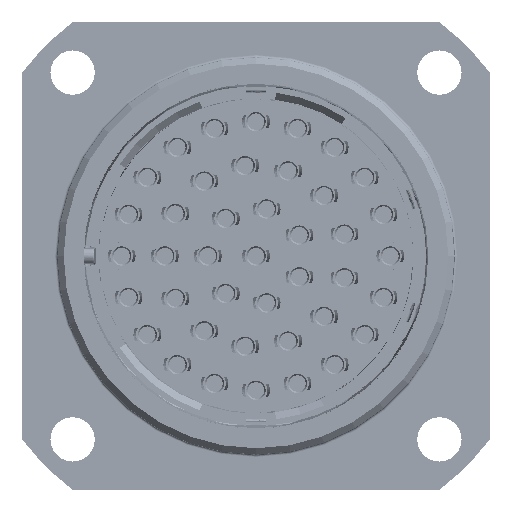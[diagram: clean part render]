
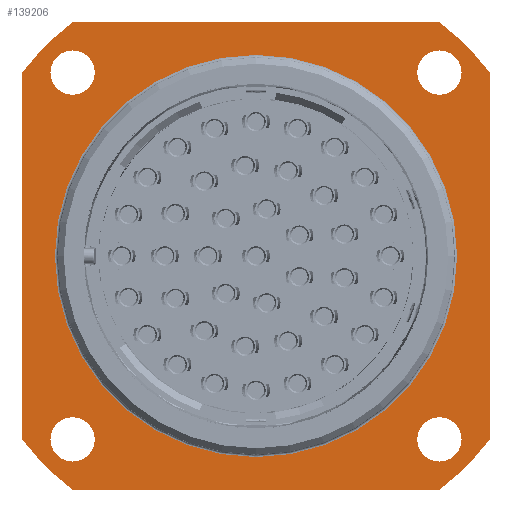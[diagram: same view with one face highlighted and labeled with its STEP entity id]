
A CAD part, left-side view. The second image highlights one B-rep face of the part: STEP entity #139206.
In plain terms, the highlighted planar face has unit normal (-1, 0, 0).
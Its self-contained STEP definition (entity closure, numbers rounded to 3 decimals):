
#39439=CARTESIAN_POINT('',(8.4,0.,0.));
#39440=DIRECTION('',(1.,0.,0.));
#39441=DIRECTION('',(0.,1.,0.));
#39442=AXIS2_PLACEMENT_3D('',#39439,#39440,#39441);
#39454=CARTESIAN_POINT('',(8.4,0.,0.));
#39455=DIRECTION('',(1.,0.,0.));
#39456=DIRECTION('',(0.,-1.,0.));
#39457=AXIS2_PLACEMENT_3D('',#39454,#39455,#39456);
#39459=DIRECTION('',(0.,0.,1.));
#39460=VECTOR('',#39459,28.983);
#39461=CARTESIAN_POINT('',(8.4,-18.5,-14.491));
#39462=LINE('5254',#39461,#39460);
#39463=CARTESIAN_POINT('',(8.4,0.,0.));
#39464=DIRECTION('',(-1.,0.,0.));
#39465=DIRECTION('',(0.,-0.617,-0.787));
#39466=AXIS2_PLACEMENT_3D('',#39463,#39464,#39465);
#39468=DIRECTION('',(0.,-1.,0.));
#39469=VECTOR('',#39468,28.983);
#39470=CARTESIAN_POINT('',(8.4,14.491,-18.5));
#39471=LINE('5256',#39470,#39469);
#39472=CARTESIAN_POINT('',(8.4,0.,0.));
#39473=DIRECTION('',(-1.,0.,0.));
#39474=DIRECTION('',(0.,0.787,-0.617));
#39475=AXIS2_PLACEMENT_3D('',#39472,#39473,#39474);
#39477=DIRECTION('',(0.,0.,-1.));
#39478=VECTOR('',#39477,28.983);
#39479=CARTESIAN_POINT('',(8.4,18.5,14.491));
#39480=LINE('5258',#39479,#39478);
#39481=CARTESIAN_POINT('',(8.4,0.,0.));
#39482=DIRECTION('',(-1.,0.,0.));
#39483=DIRECTION('',(0.,0.617,0.787));
#39484=AXIS2_PLACEMENT_3D('',#39481,#39482,#39483);
#39486=DIRECTION('',(0.,1.,0.));
#39487=VECTOR('',#39486,28.983);
#39488=CARTESIAN_POINT('',(8.4,-14.491,18.5));
#39489=LINE('5260',#39488,#39487);
#39490=CARTESIAN_POINT('',(8.4,0.,0.));
#39491=DIRECTION('',(-1.,0.,0.));
#39492=DIRECTION('',(0.,-0.787,0.617));
#39493=AXIS2_PLACEMENT_3D('',#39490,#39491,#39492);
#39495=CARTESIAN_POINT('',(8.4,14.5,14.5));
#39496=DIRECTION('',(-1.,0.,0.));
#39497=DIRECTION('',(0.,-1.,0.));
#39498=AXIS2_PLACEMENT_3D('',#39495,#39496,#39497);
#39500=CARTESIAN_POINT('',(8.4,14.5,14.5));
#39501=DIRECTION('',(-1.,0.,0.));
#39502=DIRECTION('',(0.,1.,0.));
#39503=AXIS2_PLACEMENT_3D('',#39500,#39501,#39502);
#39505=CARTESIAN_POINT('',(8.4,14.5,-14.5));
#39506=DIRECTION('',(-1.,0.,0.));
#39507=DIRECTION('',(0.,-1.,0.));
#39508=AXIS2_PLACEMENT_3D('',#39505,#39506,#39507);
#39510=CARTESIAN_POINT('',(8.4,14.5,-14.5));
#39511=DIRECTION('',(-1.,0.,0.));
#39512=DIRECTION('',(0.,1.,0.));
#39513=AXIS2_PLACEMENT_3D('',#39510,#39511,#39512);
#39515=CARTESIAN_POINT('',(8.4,-14.5,-14.5));
#39516=DIRECTION('',(-1.,0.,0.));
#39517=DIRECTION('',(0.,-1.,0.));
#39518=AXIS2_PLACEMENT_3D('',#39515,#39516,#39517);
#39520=CARTESIAN_POINT('',(8.4,-14.5,-14.5));
#39521=DIRECTION('',(-1.,0.,0.));
#39522=DIRECTION('',(0.,1.,0.));
#39523=AXIS2_PLACEMENT_3D('',#39520,#39521,#39522);
#39525=CARTESIAN_POINT('',(8.4,-14.5,14.5));
#39526=DIRECTION('',(-1.,0.,0.));
#39527=DIRECTION('',(0.,-1.,0.));
#39528=AXIS2_PLACEMENT_3D('',#39525,#39526,#39527);
#39530=CARTESIAN_POINT('',(8.4,-14.5,14.5));
#39531=DIRECTION('',(-1.,0.,0.));
#39532=DIRECTION('',(0.,1.,0.));
#39533=AXIS2_PLACEMENT_3D('',#39530,#39531,#39532);
#57048=CARTESIAN_POINT('',(8.4,-18.5,-14.491));
#57049=CARTESIAN_POINT('',(8.4,-18.5,14.491));
#57050=VERTEX_POINT('',#57048);
#57051=VERTEX_POINT('',#57049);
#57052=CARTESIAN_POINT('',(8.4,-14.491,-18.5));
#57053=VERTEX_POINT('',#57052);
#57054=CARTESIAN_POINT('',(8.4,14.491,-18.5));
#57055=VERTEX_POINT('',#57054);
#57056=CARTESIAN_POINT('',(8.4,18.5,-14.491));
#57057=VERTEX_POINT('',#57056);
#57058=CARTESIAN_POINT('',(8.4,18.5,14.491));
#57059=VERTEX_POINT('',#57058);
#57060=CARTESIAN_POINT('',(8.4,14.491,18.5));
#57061=VERTEX_POINT('',#57060);
#57062=CARTESIAN_POINT('',(8.4,-14.491,18.5));
#57063=VERTEX_POINT('',#57062);
#57068=CARTESIAN_POINT('',(8.4,16.25,14.5));
#57069=VERTEX_POINT('',#57068);
#57070=CARTESIAN_POINT('',(8.4,12.75,14.5));
#57071=VERTEX_POINT('',#57070);
#57076=CARTESIAN_POINT('',(8.4,16.25,-14.5));
#57077=VERTEX_POINT('',#57076);
#57078=CARTESIAN_POINT('',(8.4,12.75,-14.5));
#57079=VERTEX_POINT('',#57078);
#57084=CARTESIAN_POINT('',(8.4,-12.75,-14.5));
#57085=VERTEX_POINT('',#57084);
#57086=CARTESIAN_POINT('',(8.4,-16.25,-14.5));
#57087=VERTEX_POINT('',#57086);
#57092=CARTESIAN_POINT('',(8.4,-12.75,14.5));
#57093=VERTEX_POINT('',#57092);
#57094=CARTESIAN_POINT('',(8.4,-16.25,14.5));
#57095=VERTEX_POINT('',#57094);
#57154=CARTESIAN_POINT('',(8.4,-15.9,0.));
#57155=CARTESIAN_POINT('',(8.4,15.9,0.));
#57156=VERTEX_POINT('',#57154);
#57157=VERTEX_POINT('',#57155);
#139155=CARTESIAN_POINT('',(8.4,0.,0.));
#139156=DIRECTION('',(1.,0.,0.));
#139157=DIRECTION('',(0.,-1.,0.));
#139158=AXIS2_PLACEMENT_3D('',#139155,#139156,#139157);
#139159=PLANE('291',#139158);
#139161=ORIENTED_EDGE('5254',*,*,#139160,.F.);
#139163=ORIENTED_EDGE('5255',*,*,#139162,.F.);
#139165=ORIENTED_EDGE('5256',*,*,#139164,.F.);
#139167=ORIENTED_EDGE('5257',*,*,#139166,.F.);
#139169=ORIENTED_EDGE('5258',*,*,#139168,.F.);
#139171=ORIENTED_EDGE('5259',*,*,#139170,.F.);
#139173=ORIENTED_EDGE('5260',*,*,#139172,.F.);
#139175=ORIENTED_EDGE('5261',*,*,#139174,.F.);
#139176=EDGE_LOOP('291',(#139161,#139163,#139165,#139167,#139169,#139171,
#139173,#139175));
#139177=FACE_OUTER_BOUND('291',#139176,.F.);
#139179=ORIENTED_EDGE('5308',*,*,#139178,.T.);
#139181=ORIENTED_EDGE('5309',*,*,#139180,.T.);
#139182=EDGE_LOOP('291',(#139179,#139181));
#139183=FACE_BOUND('291',#139182,.F.);
#139185=ORIENTED_EDGE('5310',*,*,#139184,.T.);
#139187=ORIENTED_EDGE('5311',*,*,#139186,.T.);
#139188=EDGE_LOOP('291',(#139185,#139187));
#139189=FACE_BOUND('291',#139188,.F.);
#139191=ORIENTED_EDGE('5312',*,*,#139190,.T.);
#139193=ORIENTED_EDGE('5313',*,*,#139192,.T.);
#139194=EDGE_LOOP('291',(#139191,#139193));
#139195=FACE_BOUND('291',#139194,.F.);
#139197=ORIENTED_EDGE('5314',*,*,#139196,.T.);
#139199=ORIENTED_EDGE('5315',*,*,#139198,.T.);
#139200=EDGE_LOOP('291',(#139197,#139199));
#139201=FACE_BOUND('291',#139200,.F.);
#139202=ORIENTED_EDGE('5339',*,*,#139142,.F.);
#139203=ORIENTED_EDGE('5341',*,*,#139121,.F.);
#139204=EDGE_LOOP('291',(#139202,#139203));
#139205=FACE_BOUND('291',#139204,.F.);
#39443=CIRCLE('5341',#39442,15.9);
#39458=CIRCLE('5339',#39457,15.9);
#39467=CIRCLE('5255',#39466,23.5);
#39476=CIRCLE('5257',#39475,23.5);
#39485=CIRCLE('5259',#39484,23.5);
#39494=CIRCLE('5261',#39493,23.5);
#39499=CIRCLE('5308',#39498,1.75);
#39504=CIRCLE('5309',#39503,1.75);
#39509=CIRCLE('5310',#39508,1.75);
#39514=CIRCLE('5311',#39513,1.75);
#39519=CIRCLE('5312',#39518,1.75);
#39524=CIRCLE('5313',#39523,1.75);
#39529=CIRCLE('5314',#39528,1.75);
#39534=CIRCLE('5315',#39533,1.75);
#139121=EDGE_CURVE('5341',#57157,#57156,#39443,.T.);
#139142=EDGE_CURVE('5339',#57156,#57157,#39458,.T.);
#139160=EDGE_CURVE('5254',#57050,#57051,#39462,.T.);
#139162=EDGE_CURVE('5255',#57053,#57050,#39467,.T.);
#139164=EDGE_CURVE('5256',#57055,#57053,#39471,.T.);
#139166=EDGE_CURVE('5257',#57057,#57055,#39476,.T.);
#139168=EDGE_CURVE('5258',#57059,#57057,#39480,.T.);
#139170=EDGE_CURVE('5259',#57061,#57059,#39485,.T.);
#139172=EDGE_CURVE('5260',#57063,#57061,#39489,.T.);
#139174=EDGE_CURVE('5261',#57051,#57063,#39494,.T.);
#139178=EDGE_CURVE('5308',#57071,#57069,#39499,.T.);
#139180=EDGE_CURVE('5309',#57069,#57071,#39504,.T.);
#139184=EDGE_CURVE('5310',#57079,#57077,#39509,.T.);
#139186=EDGE_CURVE('5311',#57077,#57079,#39514,.T.);
#139190=EDGE_CURVE('5312',#57087,#57085,#39519,.T.);
#139192=EDGE_CURVE('5313',#57085,#57087,#39524,.T.);
#139196=EDGE_CURVE('5314',#57095,#57093,#39529,.T.);
#139198=EDGE_CURVE('5315',#57093,#57095,#39534,.T.);
#139206=ADVANCED_FACE('291',(#139177,#139183,#139189,#139195,#139201,#139205),
#139159,.F.);
